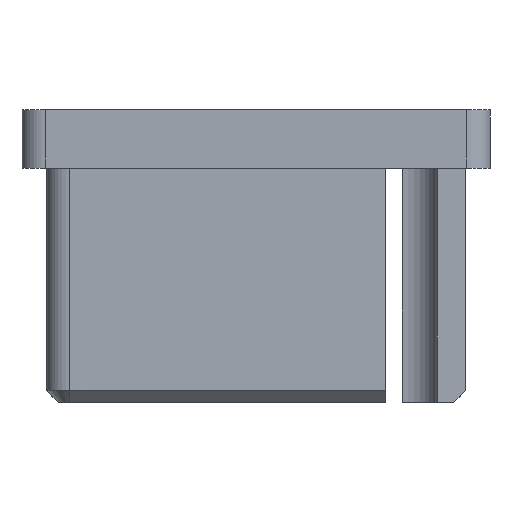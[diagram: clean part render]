
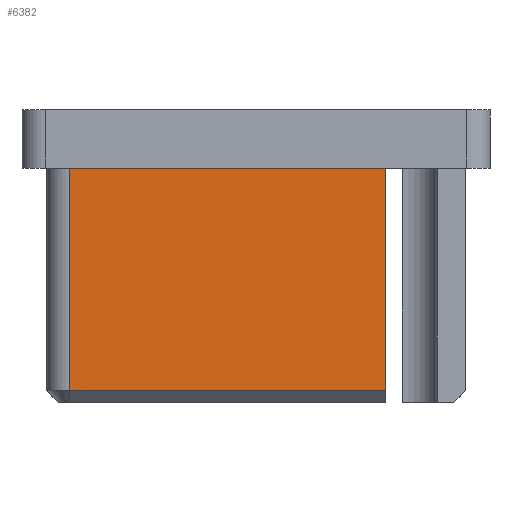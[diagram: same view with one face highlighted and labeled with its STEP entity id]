
A CAD part, top view. The second image highlights one B-rep face of the part: STEP entity #6382.
In plain terms, the highlighted planar face has unit normal (0, 0, 1).
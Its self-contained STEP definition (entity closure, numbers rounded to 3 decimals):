
#1439 = VERTEX_POINT ( 'NONE', #2540 ) ;
#1485 = VERTEX_POINT ( 'NONE', #9599 ) ;
#2495 = ORIENTED_EDGE ( 'NONE', *, *, #4387, .T. ) ;
#2540 = CARTESIAN_POINT ( 'NONE',  ( -15.9, 0., 7.9 ) ) ;
#3786 = EDGE_CURVE ( 'NONE', #14263, #10176, #6981, .T. ) ;
#3807 = ORIENTED_EDGE ( 'NONE', *, *, #3786, .T. ) ;
#4111 = VECTOR ( 'NONE', #12250, 1000. ) ;
#4280 = DIRECTION ( 'NONE',  ( 0., 0., -1. ) ) ;
#4387 = EDGE_CURVE ( 'NONE', #1485, #14263, #5355, .T. ) ;
#4477 = CARTESIAN_POINT ( 'NONE',  ( 11.1, -19., 7.9 ) ) ;
#5355 = LINE ( 'NONE', #9551, #10793 ) ;
#5414 = CARTESIAN_POINT ( 'NONE',  ( 11.1, 0., 7.9 ) ) ;
#6107 = EDGE_CURVE ( 'NONE', #1439, #1485, #10583, .T. ) ;
#6382 = ADVANCED_FACE ( 'NONE', ( #14761 ), #7712, .F. ) ;
#6603 = VECTOR ( 'NONE', #11607, 1000. ) ;
#6981 = LINE ( 'NONE', #8752, #4111 ) ;
#7712 = PLANE ( 'NONE',  #10930 ) ;
#8400 = LINE ( 'NONE', #9706, #13286 ) ;
#8752 = CARTESIAN_POINT ( 'NONE',  ( 11.1, -20., 7.9 ) ) ;
#9384 = ORIENTED_EDGE ( 'NONE', *, *, #6107, .T. ) ;
#9551 = CARTESIAN_POINT ( 'NONE',  ( 11.1, -19., 7.9 ) ) ;
#9599 = CARTESIAN_POINT ( 'NONE',  ( -15.9, -19., 7.9 ) ) ;
#9706 = CARTESIAN_POINT ( 'NONE',  ( -17.9, 0., 7.9 ) ) ;
#9844 = DIRECTION ( 'NONE',  ( -1., 0., 0. ) ) ;
#10175 = CARTESIAN_POINT ( 'NONE',  ( -17.9, -20., 7.9 ) ) ;
#10176 = VERTEX_POINT ( 'NONE', #5414 ) ;
#10432 = EDGE_CURVE ( 'NONE', #10176, #1439, #8400, .T. ) ;
#10559 = DIRECTION ( 'NONE',  ( 1., 0., 0. ) ) ;
#10583 = LINE ( 'NONE', #14038, #6603 ) ;
#10793 = VECTOR ( 'NONE', #10559, 1000. ) ;
#10930 = AXIS2_PLACEMENT_3D ( 'NONE', #10175, #4280, #13564 ) ;
#11607 = DIRECTION ( 'NONE',  ( 0., -1., 0. ) ) ;
#12250 = DIRECTION ( 'NONE',  ( 0., 1., 0. ) ) ;
#12515 = EDGE_LOOP ( 'NONE', ( #9384, #2495, #3807, #14686 ) ) ;
#13286 = VECTOR ( 'NONE', #9844, 1000. ) ;
#13564 = DIRECTION ( 'NONE',  ( -1., 0., 0. ) ) ;
#14038 = CARTESIAN_POINT ( 'NONE',  ( -15.9, -20., 7.9 ) ) ;
#14263 = VERTEX_POINT ( 'NONE', #4477 ) ;
#14686 = ORIENTED_EDGE ( 'NONE', *, *, #10432, .T. ) ;
#14761 = FACE_OUTER_BOUND ( 'NONE', #12515, .T. ) ;
